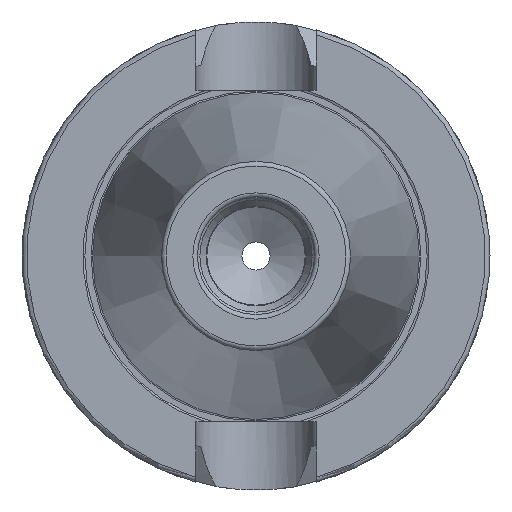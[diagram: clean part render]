
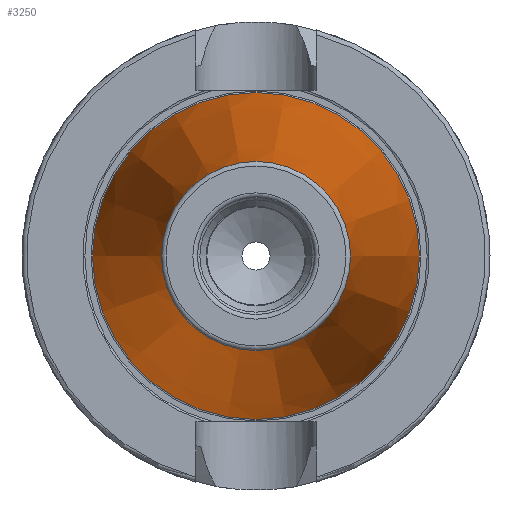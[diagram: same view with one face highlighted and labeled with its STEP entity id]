
A CAD part, left-side view. The second image highlights one B-rep face of the part: STEP entity #3250.
In plain terms, the highlighted conical face has half-angle 8.297 degrees and reference radius 27.564 mm.
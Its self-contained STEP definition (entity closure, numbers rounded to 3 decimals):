
#3208=CARTESIAN_POINT('',(-100.944,20.204,0.0));
#3209=VERTEX_POINT('',#3208);
#3210=CARTESIAN_POINT('',(-100.944,0.0,0.0));
#3211=DIRECTION('',(1.0,0.0,0.0));
#3212=DIRECTION('',(0.0,1.0,0.0));
#3213=AXIS2_PLACEMENT_3D('',#3210,#3211,#3212);
#3214=CIRCLE('',#3213,20.204);
#3215=EDGE_CURVE('',#3209,#3209,#3214,.T.);
#3231=CARTESIAN_POINT('',(-50.472,0.0,0.0));
#3232=DIRECTION('',(1.0,0.0,0.0));
#3233=DIRECTION('',(0.0,1.0,0.0));
#3234=AXIS2_PLACEMENT_3D('',#3231,#3232,#3233);
#3235=CONICAL_SURFACE('',#3234,27.564,8.297);
#3236=CARTESIAN_POINT('',(0.0,34.925,0.0));
#3237=VERTEX_POINT('',#3236);
#3238=CARTESIAN_POINT('',(0.0,0.0,0.0));
#3239=DIRECTION('',(1.0,0.0,0.0));
#3240=DIRECTION('',(0.0,1.0,0.0));
#3241=AXIS2_PLACEMENT_3D('',#3238,#3239,#3240);
#3242=CIRCLE('',#3241,34.925);
#3243=EDGE_CURVE('',#3237,#3237,#3242,.T.);
#3244=ORIENTED_EDGE('',*,*,#3243,.F.);
#3245=EDGE_LOOP('',(#3244));
#3246=FACE_OUTER_BOUND('',#3245,.T.);
#3247=ORIENTED_EDGE('',*,*,#3215,.T.);
#3248=EDGE_LOOP('',(#3247));
#3249=FACE_BOUND('',#3248,.T.);
#3250=ADVANCED_FACE('',(#3246,#3249),#3235,.T.);
